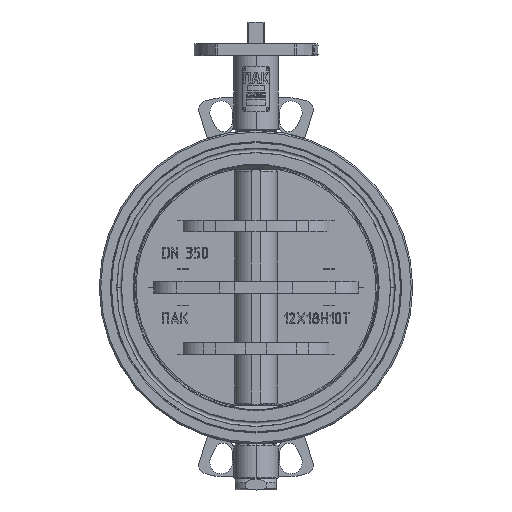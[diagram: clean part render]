
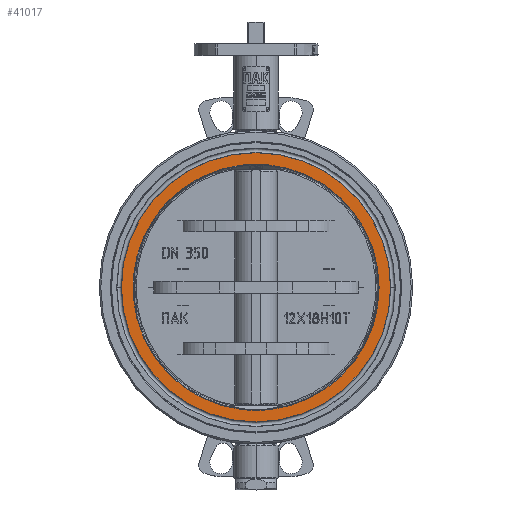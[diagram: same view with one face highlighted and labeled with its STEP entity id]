
A CAD part, top view. The second image highlights one B-rep face of the part: STEP entity #41017.
In plain terms, the highlighted planar face has unit normal (0, 0, 1).
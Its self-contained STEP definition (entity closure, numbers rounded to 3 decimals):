
#205 = DIRECTION ( 'NONE',  ( -1., 0., 0. ) ) ;
#388 = FACE_OUTER_BOUND ( 'NONE', #41614, .T. ) ;
#500 = ORIENTED_EDGE ( 'NONE', *, *, #37848, .T. ) ;
#773 = VECTOR ( 'NONE', #2039, 1000. ) ;
#1206 = EDGE_CURVE ( 'NONE', #17119, #7092, #24891, .T. ) ;
#1668 = ORIENTED_EDGE ( 'NONE', *, *, #15346, .F. ) ;
#2039 = DIRECTION ( 'NONE',  ( 1., 0., 0. ) ) ;
#2539 = CARTESIAN_POINT ( 'NONE',  ( 184.681, 0., 41. ) ) ;
#2674 = ORIENTED_EDGE ( 'NONE', *, *, #22527, .T. ) ;
#2936 = ORIENTED_EDGE ( 'NONE', *, *, #14032, .T. ) ;
#3267 = DIRECTION ( 'NONE',  ( 0., 0., 1. ) ) ;
#3607 = CARTESIAN_POINT ( 'NONE',  ( -18.933, -167.765, 41. ) ) ;
#3777 = CIRCLE ( 'NONE', #38189, 184.681 ) ;
#3793 = CIRCLE ( 'NONE', #29335, 168.875 ) ;
#4357 = CARTESIAN_POINT ( 'NONE',  ( 16.179, 168.098, 41. ) ) ;
#4426 = CARTESIAN_POINT ( 'NONE',  ( -15.326, 167.991, 41. ) ) ;
#4438 = CARTESIAN_POINT ( 'NONE',  ( 0., -168.098, 41. ) ) ;
#4606 = CARTESIAN_POINT ( 'NONE',  ( -20.374, 167.641, 41. ) ) ;
#4620 = EDGE_CURVE ( 'NONE', #24048, #20179, #8935, .T. ) ;
#5409 = DIRECTION ( 'NONE',  ( 1., 0., 0. ) ) ;
#5483 = DIRECTION ( 'NONE',  ( 0., 0., 1. ) ) ;
#6409 = VERTEX_POINT ( 'NONE', #2539 ) ;
#6547 = CARTESIAN_POINT ( 'NONE',  ( -20.374, -167.641, 41. ) ) ;
#6553 = VERTEX_POINT ( 'NONE', #16446 ) ;
#7092 = VERTEX_POINT ( 'NONE', #22475 ) ;
#7337 = AXIS2_PLACEMENT_3D ( 'NONE', #38630, #34785, #38197 ) ;
#7952 = CARTESIAN_POINT ( 'NONE',  ( 15.325, -167.991, 41. ) ) ;
#8109 = CARTESIAN_POINT ( 'NONE',  ( 13.158, -168.079, 41. ) ) ;
#8379 = CARTESIAN_POINT ( 'NONE',  ( -12.435, 168.098, 41. ) ) ;
#8423 = VECTOR ( 'NONE', #24936, 1000. ) ;
#8935 = CIRCLE ( 'NONE', #7337, 168.875 ) ;
#9466 = CARTESIAN_POINT ( 'NONE',  ( 0., 0., 41. ) ) ;
#10283 = ORIENTED_EDGE ( 'NONE', *, *, #21865, .F. ) ;
#10312 = EDGE_CURVE ( 'NONE', #17119, #34563, #42096, .T. ) ;
#10571 = CARTESIAN_POINT ( 'NONE',  ( -17.491, 167.87, 41. ) ) ;
#11461 = DIRECTION ( 'NONE',  ( 1., 0., 0. ) ) ;
#11838 = CARTESIAN_POINT ( 'NONE',  ( -198.877, -168.098, 41. ) ) ;
#12220 = CARTESIAN_POINT ( 'NONE',  ( 0., 0., 41. ) ) ;
#12312 = VERTEX_POINT ( 'NONE', #16860 ) ;
#12481 = CARTESIAN_POINT ( 'NONE',  ( -184.681, 0., 41. ) ) ;
#13791 = PLANE ( 'NONE',  #17879 ) ;
#13839 = CARTESIAN_POINT ( 'NONE',  ( -13.158, -168.079, 41. ) ) ;
#14032 = EDGE_CURVE ( 'NONE', #26780, #6553, #22536, .T. ) ;
#14822 = DIRECTION ( 'NONE',  ( 0., 0., 1. ) ) ;
#14824 = CARTESIAN_POINT ( 'NONE',  ( 18.933, -167.765, 41. ) ) ;
#15098 = AXIS2_PLACEMENT_3D ( 'NONE', #9466, #3267, #36600 ) ;
#15197 = CARTESIAN_POINT ( 'NONE',  ( 20.374, -167.641, 41. ) ) ;
#15215 = DIRECTION ( 'NONE',  ( 1., 0., 0. ) ) ;
#15346 = EDGE_CURVE ( 'NONE', #26780, #12312, #3793, .T. ) ;
#15597 = CARTESIAN_POINT ( 'NONE',  ( -16.179, -168.098, 41. ) ) ;
#16404 = CARTESIAN_POINT ( 'NONE',  ( 0., 168.098, 41. ) ) ;
#16446 = CARTESIAN_POINT ( 'NONE',  ( 11.712, -168.098, 41. ) ) ;
#16534 = AXIS2_PLACEMENT_3D ( 'NONE', #24945, #31769, #11461 ) ;
#16748 = DIRECTION ( 'NONE',  ( 0., 0., -1. ) ) ;
#16860 = CARTESIAN_POINT ( 'NONE',  ( 168.875, 0., 41. ) ) ;
#17119 = VERTEX_POINT ( 'NONE', #15597 ) ;
#17221 = CARTESIAN_POINT ( 'NONE',  ( -17.491, -167.87, 41. ) ) ;
#17298 = LINE ( 'NONE', #4438, #8423 ) ;
#17425 = EDGE_CURVE ( 'NONE', #41266, #6409, #36483, .T. ) ;
#17577 = CARTESIAN_POINT ( 'NONE',  ( -20.374, 167.641, 41. ) ) ;
#17766 = CARTESIAN_POINT ( 'NONE',  ( -16.179, 168.098, 41. ) ) ;
#17879 = AXIS2_PLACEMENT_3D ( 'NONE', #30754, #16748, #205 ) ;
#19476 = VERTEX_POINT ( 'NONE', #40288 ) ;
#19910 = CARTESIAN_POINT ( 'NONE',  ( -11.712, 168.098, 41. ) ) ;
#20179 = VERTEX_POINT ( 'NONE', #17766 ) ;
#20185 = CARTESIAN_POINT ( 'NONE',  ( -15.326, -167.991, 41. ) ) ;
#20583 = AXIS2_PLACEMENT_3D ( 'NONE', #34953, #14822, #21707 ) ;
#21707 = DIRECTION ( 'NONE',  ( 1., 0., 0. ) ) ;
#21865 = EDGE_CURVE ( 'NONE', #20179, #35148, #32684, .T. ) ;
#21894 = DIRECTION ( 'NONE',  ( 1., 0., 0. ) ) ;
#22475 = CARTESIAN_POINT ( 'NONE',  ( -11.712, -168.098, 41. ) ) ;
#22527 = EDGE_CURVE ( 'NONE', #7092, #19476, #36335, .T. ) ;
#22536 = B_SPLINE_CURVE_WITH_KNOTS ( 'NONE', 3,
 ( #24521, #14824, #27990, #7952, #28289, #8109, #34650, #31317 ),
 .UNSPECIFIED., .F., .F.,
 ( 4, 2, 2, 4 ),
 ( 0., 0.004, 0.006, 0.009 ),
 .UNSPECIFIED. ) ;
#23039 = EDGE_LOOP ( 'NONE', ( #28020, #36049, #1668, #2936, #33878, #34358, #36287, #2674, #35984, #39252, #10283 ) ) ;
#23347 = EDGE_CURVE ( 'NONE', #12312, #24048, #37745, .T. ) ;
#23550 = CARTESIAN_POINT ( 'NONE',  ( -11.712, -168.098, 41. ) ) ;
#23925 = CIRCLE ( 'NONE', #15098, 168.875 ) ;
#24048 = VERTEX_POINT ( 'NONE', #4357 ) ;
#24521 = CARTESIAN_POINT ( 'NONE',  ( 20.374, -167.641, 41. ) ) ;
#24843 = EDGE_CURVE ( 'NONE', #30979, #35148, #34971, .T. ) ;
#24891 = LINE ( 'NONE', #11838, #28018 ) ;
#24936 = DIRECTION ( 'NONE',  ( -1., 0., 0. ) ) ;
#24945 = CARTESIAN_POINT ( 'NONE',  ( 0., 0., 41. ) ) ;
#26294 = CARTESIAN_POINT ( 'NONE',  ( 16.179, -168.098, 41. ) ) ;
#26780 = VERTEX_POINT ( 'NONE', #15197 ) ;
#27990 = CARTESIAN_POINT ( 'NONE',  ( 17.491, -167.87, 41. ) ) ;
#28018 = VECTOR ( 'NONE', #15215, 1000. ) ;
#28020 = ORIENTED_EDGE ( 'NONE', *, *, #4620, .F. ) ;
#28136 = CARTESIAN_POINT ( 'NONE',  ( -11.712, 168.098, 41. ) ) ;
#28289 = CARTESIAN_POINT ( 'NONE',  ( 14.603, -168.026, 41. ) ) ;
#29335 = AXIS2_PLACEMENT_3D ( 'NONE', #39694, #30595, #37055 ) ;
#30595 = DIRECTION ( 'NONE',  ( 0., 0., 1. ) ) ;
#30754 = CARTESIAN_POINT ( 'NONE',  ( 0., 168.875, 41. ) ) ;
#30979 = VERTEX_POINT ( 'NONE', #4606 ) ;
#31317 = CARTESIAN_POINT ( 'NONE',  ( 11.712, -168.098, 41. ) ) ;
#31769 = DIRECTION ( 'NONE',  ( 0., 0., 1. ) ) ;
#32684 = LINE ( 'NONE', #16404, #773 ) ;
#33878 = ORIENTED_EDGE ( 'NONE', *, *, #38762, .F. ) ;
#34358 = ORIENTED_EDGE ( 'NONE', *, *, #10312, .F. ) ;
#34563 = VERTEX_POINT ( 'NONE', #26294 ) ;
#34650 = CARTESIAN_POINT ( 'NONE',  ( 12.435, -168.098, 41. ) ) ;
#34785 = DIRECTION ( 'NONE',  ( 0., 0., 1. ) ) ;
#34953 = CARTESIAN_POINT ( 'NONE',  ( 0., 0., 41. ) ) ;
#34971 = B_SPLINE_CURVE_WITH_KNOTS ( 'NONE', 3,
 ( #17577, #41103, #10571, #4426, #38205, #41986, #8379, #28136 ),
 .UNSPECIFIED., .F., .F.,
 ( 4, 2, 2, 4 ),
 ( 0., 0.004, 0.006, 0.009 ),
 .UNSPECIFIED. ) ;
#35148 = VERTEX_POINT ( 'NONE', #19910 ) ;
#35903 = FACE_BOUND ( 'NONE', #23039, .T. ) ;
#35944 = CARTESIAN_POINT ( 'NONE',  ( 0., 0., 41. ) ) ;
#35984 = ORIENTED_EDGE ( 'NONE', *, *, #40984, .F. ) ;
#36049 = ORIENTED_EDGE ( 'NONE', *, *, #23347, .F. ) ;
#36287 = ORIENTED_EDGE ( 'NONE', *, *, #1206, .T. ) ;
#36335 = B_SPLINE_CURVE_WITH_KNOTS ( 'NONE', 3,
 ( #23550, #36644, #13839, #37236, #20185, #17221, #3607, #6547 ),
 .UNSPECIFIED., .F., .F.,
 ( 4, 2, 2, 4 ),
 ( 0., 0.002, 0.004, 0.009 ),
 .UNSPECIFIED. ) ;
#36483 = CIRCLE ( 'NONE', #16534, 184.681 ) ;
#36600 = DIRECTION ( 'NONE',  ( 1., 0., 0. ) ) ;
#36644 = CARTESIAN_POINT ( 'NONE',  ( -12.435, -168.098, 41. ) ) ;
#36664 = AXIS2_PLACEMENT_3D ( 'NONE', #12220, #5483, #21894 ) ;
#37055 = DIRECTION ( 'NONE',  ( 1., 0., 0. ) ) ;
#37236 = CARTESIAN_POINT ( 'NONE',  ( -14.603, -168.026, 41. ) ) ;
#37745 = CIRCLE ( 'NONE', #20583, 168.875 ) ;
#37751 = ORIENTED_EDGE ( 'NONE', *, *, #17425, .T. ) ;
#37848 = EDGE_CURVE ( 'NONE', #6409, #41266, #3777, .T. ) ;
#38189 = AXIS2_PLACEMENT_3D ( 'NONE', #35944, #41958, #5409 ) ;
#38197 = DIRECTION ( 'NONE',  ( 1., 0., 0. ) ) ;
#38205 = CARTESIAN_POINT ( 'NONE',  ( -14.604, 168.026, 41. ) ) ;
#38630 = CARTESIAN_POINT ( 'NONE',  ( 0., 0., 41. ) ) ;
#38762 = EDGE_CURVE ( 'NONE', #34563, #6553, #17298, .T. ) ;
#39252 = ORIENTED_EDGE ( 'NONE', *, *, #24843, .T. ) ;
#39694 = CARTESIAN_POINT ( 'NONE',  ( 0., 0., 41. ) ) ;
#40288 = CARTESIAN_POINT ( 'NONE',  ( -20.374, -167.641, 41. ) ) ;
#40984 = EDGE_CURVE ( 'NONE', #30979, #19476, #23925, .T. ) ;
#41017 = ADVANCED_FACE ( 'NONE', ( #35903, #388 ), #13791, .F. ) ;
#41103 = CARTESIAN_POINT ( 'NONE',  ( -18.933, 167.765, 41. ) ) ;
#41266 = VERTEX_POINT ( 'NONE', #12481 ) ;
#41614 = EDGE_LOOP ( 'NONE', ( #500, #37751 ) ) ;
#41958 = DIRECTION ( 'NONE',  ( 0., 0., 1. ) ) ;
#41986 = CARTESIAN_POINT ( 'NONE',  ( -13.158, 168.079, 41. ) ) ;
#42096 = CIRCLE ( 'NONE', #36664, 168.875 ) ;
